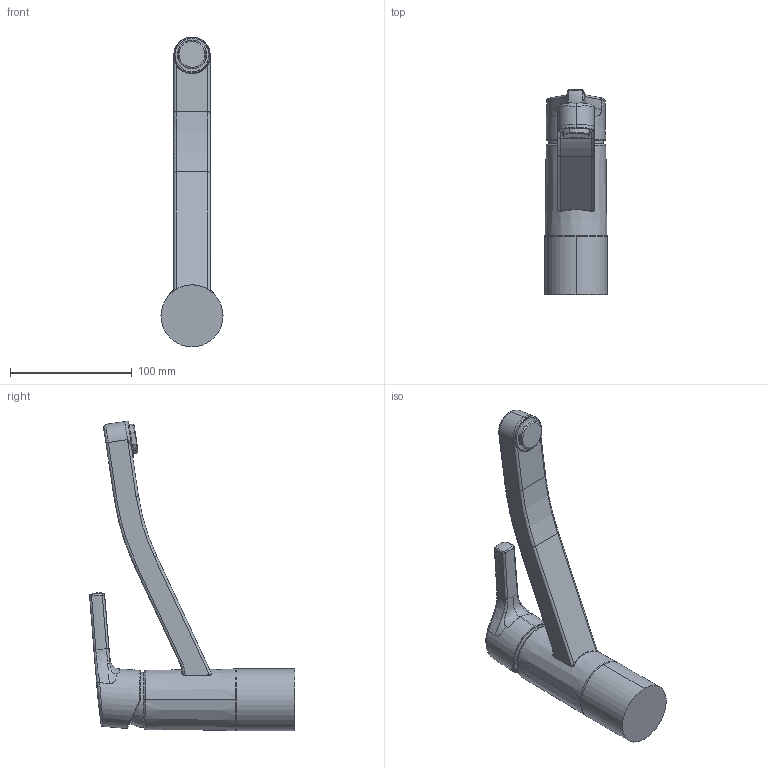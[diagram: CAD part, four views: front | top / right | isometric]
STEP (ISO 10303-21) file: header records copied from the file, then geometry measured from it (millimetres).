
FILE_DESCRIPTION (( 'STEP AP203' ), '1' );
FILE_NAME ('56481103.STEP', '2018-07-04T03:49:29', ( '' ), ( '' ), 'SwSTEP 2.0', 'SolidWorks 2016', '' );
FILE_SCHEMA (( 'CONFIG_CONTROL_DESIGN' ));
Length unit declared in the file: millimetre
Products named in the file (1): 56481103
Bounding box: 51 x 168.89 x 254.74 mm (x, y, z)
Volume: 473182.5 mm3; surface area: 66053.2 mm2
Topology: 5 solids, 5 shells, 129 faces, 291 edges, 174 vertices
Faces by surface type: bspline 57, cylinder 28, plane 22, cone 14, torus 6, sphere 2
Entity records: 11433 total; most frequent: CARTESIAN_POINT 8883, ORIENTED_EDGE 582, DIRECTION 418, EDGE_CURVE 291, AXIS2_PLACEMENT_3D 178, VERTEX_POINT 174, EDGE_LOOP 131, ADVANCED_FACE 129
